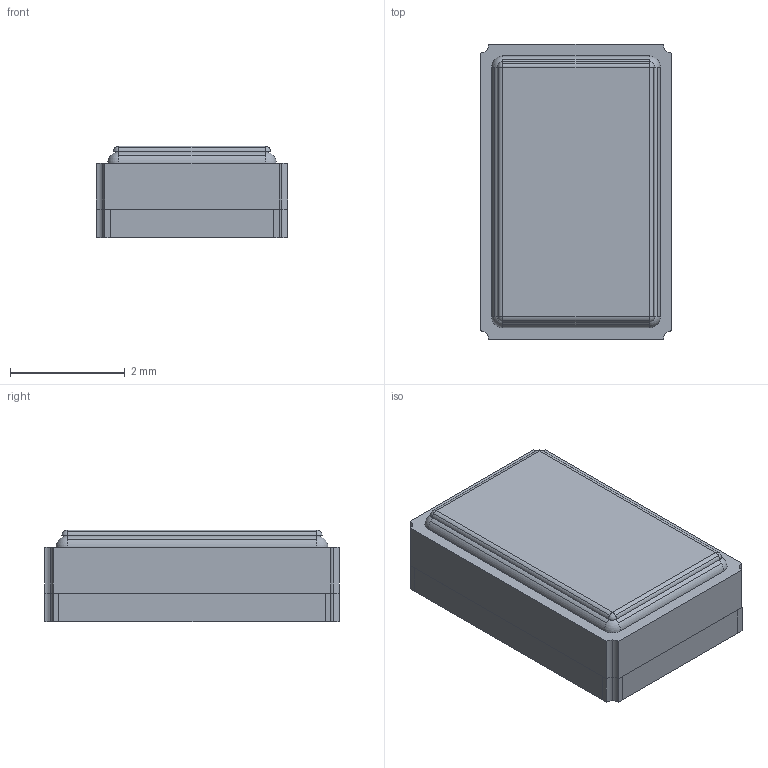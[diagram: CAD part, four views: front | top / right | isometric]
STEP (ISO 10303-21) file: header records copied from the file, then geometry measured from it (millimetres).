
FILE_DESCRIPTION((''),'2;1');
FILE_NAME('OSCCC320X500X160-4N.stp','2010-01-20T11:11:03',(''),(''),'Mechanical Desktop 2006','Mechanical Desktop 2006',', , ');
FILE_SCHEMA(('AUTOMOTIVE_DESIGN { 1 2 10303 214 0 1 1 1 }'));
Length unit declared in the file: millimetre
Products named in the file (1): Product
Bounding box: 3.35 x 5.15 x 1.6 mm (x, y, z)
Surface area: 162.9 mm2
Topology: 8 solids, 8 shells, 140 faces, 364 edges, 232 vertices
Faces by surface type: plane 64, cylinder 60, bspline 8, sphere 8
Entity records: 4348 total; most frequent: CARTESIAN_POINT 809, DIRECTION 754, ORIENTED_EDGE 712, EDGE_CURVE 356, AXIS2_PLACEMENT_3D 265, VERTEX_POINT 232, VECTOR 224, LINE 224
